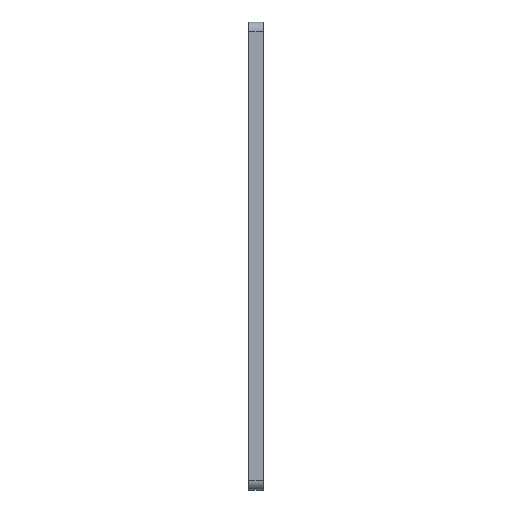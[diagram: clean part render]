
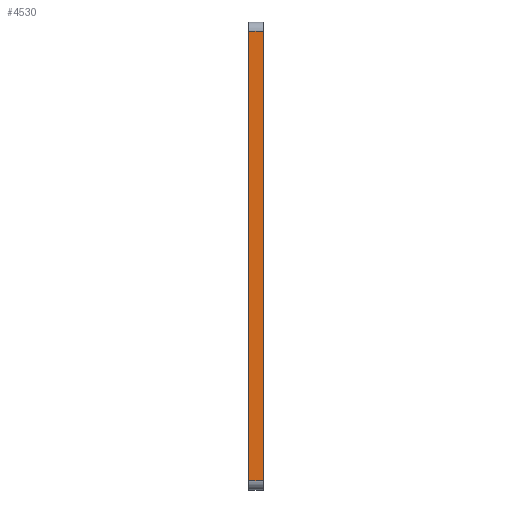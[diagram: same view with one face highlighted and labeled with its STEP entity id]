
A CAD part, left-side view. The second image highlights one B-rep face of the part: STEP entity #4530.
In plain terms, the highlighted planar face has unit normal (-1, 0, 0).
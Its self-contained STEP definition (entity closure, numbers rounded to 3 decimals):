
#125 = EDGE_CURVE ( 'NONE', #8993, #7378, #2810, .T. ) ;
#849 = EDGE_LOOP ( 'NONE', ( #8581, #4913, #6350, #3453 ) ) ;
#891 = CARTESIAN_POINT ( 'NONE',  ( 0., 3., 0. ) ) ;
#1263 = CARTESIAN_POINT ( 'NONE',  ( 0., 3., 98. ) ) ;
#1516 = CARTESIAN_POINT ( 'NONE',  ( 0., 0., 2. ) ) ;
#1522 = CARTESIAN_POINT ( 'NONE',  ( 0., 0., 98. ) ) ;
#1689 = EDGE_CURVE ( 'NONE', #4256, #8993, #4120, .T. ) ;
#2595 = PLANE ( 'NONE',  #9228 ) ;
#2660 = DIRECTION ( 'NONE',  ( 0., -1., 0. ) ) ;
#2810 = LINE ( 'NONE', #5888, #9879 ) ;
#3453 = ORIENTED_EDGE ( 'NONE', *, *, #1689, .T. ) ;
#3969 = DIRECTION ( 'NONE',  ( 0., 0., -1. ) ) ;
#4054 = EDGE_CURVE ( 'NONE', #4256, #6281, #8568, .T. ) ;
#4120 = LINE ( 'NONE', #6293, #4932 ) ;
#4123 = CARTESIAN_POINT ( 'NONE',  ( 0., 3., 0. ) ) ;
#4256 = VERTEX_POINT ( 'NONE', #4367 ) ;
#4367 = CARTESIAN_POINT ( 'NONE',  ( 0., 3., 2. ) ) ;
#4369 = DIRECTION ( 'NONE',  ( 0., 0., 1. ) ) ;
#4530 = ADVANCED_FACE ( 'NONE', ( #7801 ), #2595, .F. ) ;
#4913 = ORIENTED_EDGE ( 'NONE', *, *, #5556, .T. ) ;
#4932 = VECTOR ( 'NONE', #2660, 1000. ) ;
#5533 = VECTOR ( 'NONE', #6753, 1000. ) ;
#5556 = EDGE_CURVE ( 'NONE', #7378, #6281, #5900, .T. ) ;
#5679 = VECTOR ( 'NONE', #6399, 1000. ) ;
#5888 = CARTESIAN_POINT ( 'NONE',  ( 0., 0., 0. ) ) ;
#5900 = LINE ( 'NONE', #1263, #5533 ) ;
#6281 = VERTEX_POINT ( 'NONE', #8704 ) ;
#6293 = CARTESIAN_POINT ( 'NONE',  ( 0., 3., 2. ) ) ;
#6350 = ORIENTED_EDGE ( 'NONE', *, *, #4054, .F. ) ;
#6399 = DIRECTION ( 'NONE',  ( 0., 0., 1. ) ) ;
#6753 = DIRECTION ( 'NONE',  ( 0., 1., 0. ) ) ;
#7137 = DIRECTION ( 'NONE',  ( 1., 0., 0. ) ) ;
#7378 = VERTEX_POINT ( 'NONE', #1522 ) ;
#7801 = FACE_OUTER_BOUND ( 'NONE', #849, .T. ) ;
#8568 = LINE ( 'NONE', #4123, #5679 ) ;
#8581 = ORIENTED_EDGE ( 'NONE', *, *, #125, .T. ) ;
#8704 = CARTESIAN_POINT ( 'NONE',  ( 0., 3., 98. ) ) ;
#8993 = VERTEX_POINT ( 'NONE', #1516 ) ;
#9228 = AXIS2_PLACEMENT_3D ( 'NONE', #891, #7137, #3969 ) ;
#9879 = VECTOR ( 'NONE', #4369, 1000. ) ;
